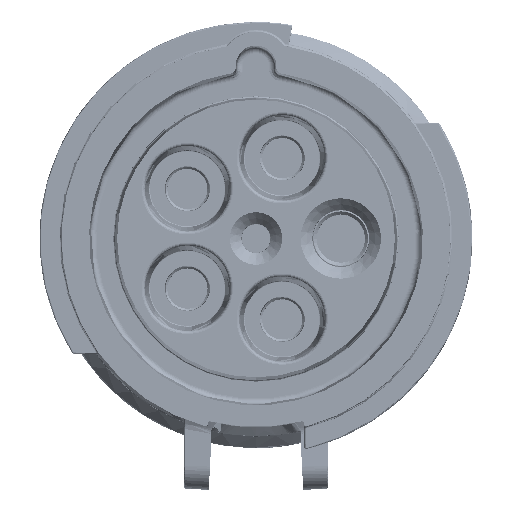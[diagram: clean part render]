
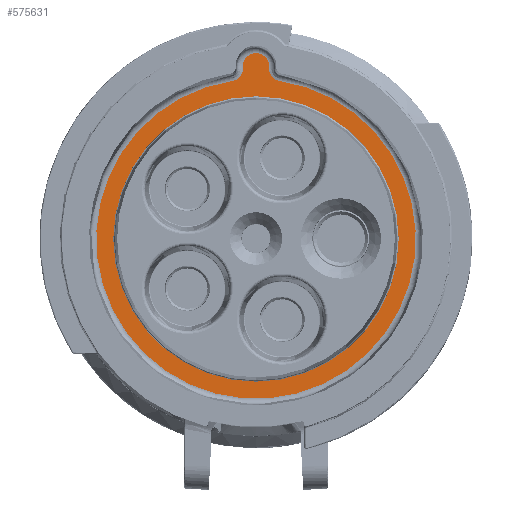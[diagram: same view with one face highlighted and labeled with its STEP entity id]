
A CAD part, top view. The second image highlights one B-rep face of the part: STEP entity #575631.
In plain terms, the highlighted planar face has unit normal (0, 0, 1).
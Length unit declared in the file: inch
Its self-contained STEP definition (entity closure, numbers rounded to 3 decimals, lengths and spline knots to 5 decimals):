
#4439 = CARTESIAN_POINT ( 'NONE',  ( 0., 1.7035, -0.68457 ) ) ;
#5145 = CARTESIAN_POINT ( 'NONE',  ( -0.13268, 1.64952, -0.68457 ) ) ;
#5647 = AXIS2_PLACEMENT_3D ( 'NONE', #262770, #269386, #369661 ) ;
#7706 = DIRECTION ( 'NONE',  ( 1., 0., 0. ) ) ;
#20133 = CARTESIAN_POINT ( 'NONE',  ( -0.13016, 1.67789, -0.68457 ) ) ;
#47301 = VECTOR ( 'NONE', #545146, 39.37008 ) ;
#48672 = CARTESIAN_POINT ( 'NONE',  ( -0.21836, 1.56196, -0.68457 ) ) ;
#50787 = CARTESIAN_POINT ( 'NONE',  ( 0.15461, 1.60494, -0.68457 ) ) ;
#53029 = EDGE_CURVE ( 'NONE', #401524, #239446, #545607, .T. ) ;
#54061 = CARTESIAN_POINT ( 'NONE',  ( 0.15048, 1.6107, -0.68457 ) ) ;
#54546 = DIRECTION ( 'NONE',  ( 0., 0., 1. ) ) ;
#62163 = VERTEX_POINT ( 'NONE', #254622 ) ;
#65342 = DIRECTION ( 'NONE',  ( 0., 0., 1. ) ) ;
#83425 = CARTESIAN_POINT ( 'NONE',  ( 0.13016, 1.7035, -0.68457 ) ) ;
#97728 = B_SPLINE_CURVE_WITH_KNOTS ( 'NONE', 3,
 ( #199505, #507087, #48672, #165834, #112148, #363206, #269546, #420015, #627574, #520239, #212696, #624260, #567280, #5145, #219276, #376372 ),
 .UNSPECIFIED., .F., .F.,
 ( 4, 2, 2, 2, 2, 2, 2, 4 ),
 ( 0., 0.00055, 0.00109, 0.00164, 0.00219, 0.00273, 0.00328, 0.00437 ),
 .UNSPECIFIED. ) ;
#107680 = CARTESIAN_POINT ( 'NONE',  ( 0.13519, 1.64275, -0.68457 ) ) ;
#112148 = CARTESIAN_POINT ( 'NONE',  ( -0.19845, 1.56937, -0.68457 ) ) ;
#114979 = ORIENTED_EDGE ( 'NONE', *, *, #53029, .F. ) ;
#118150 = CIRCLE ( 'NONE', #331844, 0.13016 ) ;
#119094 = DIRECTION ( 'NONE',  ( 0., -1., 0. ) ) ;
#126293 = EDGE_LOOP ( 'NONE', ( #130578, #306166, #394613, #535742, #234864, #114979 ) ) ;
#130578 = ORIENTED_EDGE ( 'NONE', *, *, #407368, .T. ) ;
#137071 = LINE ( 'NONE', #83425, #47301 ) ;
#147480 = VERTEX_POINT ( 'NONE', #624944 ) ;
#150011 = VERTEX_POINT ( 'NONE', #462222 ) ;
#154704 = CARTESIAN_POINT ( 'NONE',  ( 0.13016, 1.67789, -0.68457 ) ) ;
#156920 = AXIS2_PLACEMENT_3D ( 'NONE', #213176, #263395, #410651 ) ;
#162469 = ORIENTED_EDGE ( 'NONE', *, *, #510219, .F. ) ;
#164647 = CARTESIAN_POINT ( 'NONE',  ( 0.14327, 1.62289, -0.68457 ) ) ;
#165834 = CARTESIAN_POINT ( 'NONE',  ( -0.20493, 1.56651, -0.68457 ) ) ;
#175960 = FACE_BOUND ( 'NONE', #314558, .T. ) ;
#199505 = CARTESIAN_POINT ( 'NONE',  ( -0.23246, 1.5592, -0.68457 ) ) ;
#208184 = CARTESIAN_POINT ( 'NONE',  ( 0.14016, 1.6294, -0.68457 ) ) ;
#209251 = EDGE_CURVE ( 'NONE', #62163, #239446, #552239, .T. ) ;
#212696 = CARTESIAN_POINT ( 'NONE',  ( -0.15041, 1.6108, -0.68457 ) ) ;
#213176 = CARTESIAN_POINT ( 'NONE',  ( 0., 0., -0.68457 ) ) ;
#219276 = CARTESIAN_POINT ( 'NONE',  ( -0.13016, 1.66353, -0.68457 ) ) ;
#219749 = CARTESIAN_POINT ( 'NONE',  ( 0.13016, 1.67789, -0.68457 ) ) ;
#222977 = CARTESIAN_POINT ( 'NONE',  ( -0.13016, 1.7035, -0.68457 ) ) ;
#234864 = ORIENTED_EDGE ( 'NONE', *, *, #209251, .T. ) ;
#239425 = VECTOR ( 'NONE', #119094, 39.37008 ) ;
#239446 = VERTEX_POINT ( 'NONE', #515273 ) ;
#254622 = CARTESIAN_POINT ( 'NONE',  ( -0.23246, 1.5592, -0.68457 ) ) ;
#258415 = CARTESIAN_POINT ( 'NONE',  ( 0.18009, 1.58021, -0.68457 ) ) ;
#261737 = CARTESIAN_POINT ( 'NONE',  ( 0.21826, 1.56132, -0.68457 ) ) ;
#262770 = CARTESIAN_POINT ( 'NONE',  ( 0., 0., -0.68457 ) ) ;
#263395 = DIRECTION ( 'NONE',  ( 0., 0., 1. ) ) ;
#269386 = DIRECTION ( 'NONE',  ( 0., 0., 1. ) ) ;
#269546 = CARTESIAN_POINT ( 'NONE',  ( -0.18, 1.58028, -0.68457 ) ) ;
#269716 = DIRECTION ( 'NONE',  ( 1., 0., 0. ) ) ;
#306166 = ORIENTED_EDGE ( 'NONE', *, *, #593635, .T. ) ;
#311867 = CARTESIAN_POINT ( 'NONE',  ( 0.18597, 1.57625, -0.68457 ) ) ;
#314558 = EDGE_LOOP ( 'NONE', ( #162469 ) ) ;
#316553 = PLANE ( 'NONE',  #346243 ) ;
#331844 = AXIS2_PLACEMENT_3D ( 'NONE', #4439, #54546, #7706 ) ;
#340111 = EDGE_CURVE ( 'NONE', #62163, #661750, #97728, .T. ) ;
#346243 = AXIS2_PLACEMENT_3D ( 'NONE', #470283, #65342, #269716 ) ;
#362018 = CARTESIAN_POINT ( 'NONE',  ( 0.13081, 1.66354, -0.68457 ) ) ;
#363206 = CARTESIAN_POINT ( 'NONE',  ( -0.18598, 1.57624, -0.68457 ) ) ;
#369661 = DIRECTION ( 'NONE',  ( 1., 0., 0. ) ) ;
#376372 = CARTESIAN_POINT ( 'NONE',  ( -0.13016, 1.67789, -0.68457 ) ) ;
#394613 = ORIENTED_EDGE ( 'NONE', *, *, #465329, .T. ) ;
#401524 = VERTEX_POINT ( 'NONE', #219749 ) ;
#405699 = CARTESIAN_POINT ( 'NONE',  ( 0.16393, 1.59413, -0.68457 ) ) ;
#407368 = EDGE_CURVE ( 'NONE', #401524, #147480, #137071, .T. ) ;
#408947 = CARTESIAN_POINT ( 'NONE',  ( 0.16909, 1.58913, -0.68457 ) ) ;
#410651 = DIRECTION ( 'NONE',  ( 1., 0., 0. ) ) ;
#420015 = CARTESIAN_POINT ( 'NONE',  ( -0.169, 1.58921, -0.68457 ) ) ;
#420191 = FACE_OUTER_BOUND ( 'NONE', #126293, .T. ) ;
#434038 = CARTESIAN_POINT ( 'NONE',  ( 1.40815, 0., -0.68457 ) ) ;
#462222 = CARTESIAN_POINT ( 'NONE',  ( -0.13016, 1.7035, -0.68457 ) ) ;
#462249 = CARTESIAN_POINT ( 'NONE',  ( 0.20478, 1.56588, -0.68457 ) ) ;
#465329 = EDGE_CURVE ( 'NONE', #150011, #661750, #477083, .T. ) ;
#465578 = CARTESIAN_POINT ( 'NONE',  ( 0.23246, 1.5592, -0.68457 ) ) ;
#470283 = CARTESIAN_POINT ( 'NONE',  ( 0., 1.7035, -0.68457 ) ) ;
#477083 = LINE ( 'NONE', #222977, #239425 ) ;
#507087 = CARTESIAN_POINT ( 'NONE',  ( -0.22536, 1.56026, -0.68457 ) ) ;
#510219 = EDGE_CURVE ( 'NONE', #574749, #574749, #646824, .T. ) ;
#515273 = CARTESIAN_POINT ( 'NONE',  ( 0.23246, 1.5592, -0.68457 ) ) ;
#520239 = CARTESIAN_POINT ( 'NONE',  ( -0.15459, 1.60496, -0.68457 ) ) ;
#535742 = ORIENTED_EDGE ( 'NONE', *, *, #340111, .F. ) ;
#545146 = DIRECTION ( 'NONE',  ( 0., 1., 0. ) ) ;
#545607 = B_SPLINE_CURVE_WITH_KNOTS ( 'NONE', 3,
 ( #154704, #660062, #362018, #562799, #107680, #208184, #164647, #54061, #50787, #405699, #408947, #258415, #311867, #462249, #261737, #465578 ),
 .UNSPECIFIED., .F., .F.,
 ( 4, 2, 2, 2, 2, 2, 2, 4 ),
 ( 0., 0.00055, 0.00109, 0.00164, 0.00219, 0.00273, 0.00328, 0.00437 ),
 .UNSPECIFIED. ) ;
#552239 = CIRCLE ( 'NONE', #156920, 1.57643 ) ;
#562799 = CARTESIAN_POINT ( 'NONE',  ( 0.13333, 1.64958, -0.68457 ) ) ;
#567280 = CARTESIAN_POINT ( 'NONE',  ( -0.14016, 1.62939, -0.68457 ) ) ;
#574749 = VERTEX_POINT ( 'NONE', #434038 ) ;
#575631 = ADVANCED_FACE ( 'NONE', ( #420191, #175960 ), #316553, .T. ) ;
#593635 = EDGE_CURVE ( 'NONE', #147480, #150011, #118150, .T. ) ;
#624260 = CARTESIAN_POINT ( 'NONE',  ( -0.14321, 1.62299, -0.68457 ) ) ;
#624944 = CARTESIAN_POINT ( 'NONE',  ( 0.13016, 1.7035, -0.68457 ) ) ;
#627574 = CARTESIAN_POINT ( 'NONE',  ( -0.16392, 1.59414, -0.68457 ) ) ;
#646824 = CIRCLE ( 'NONE', #5647, 1.40815 ) ;
#660062 = CARTESIAN_POINT ( 'NONE',  ( 0.13016, 1.67071, -0.68457 ) ) ;
#661750 = VERTEX_POINT ( 'NONE', #20133 ) ;
